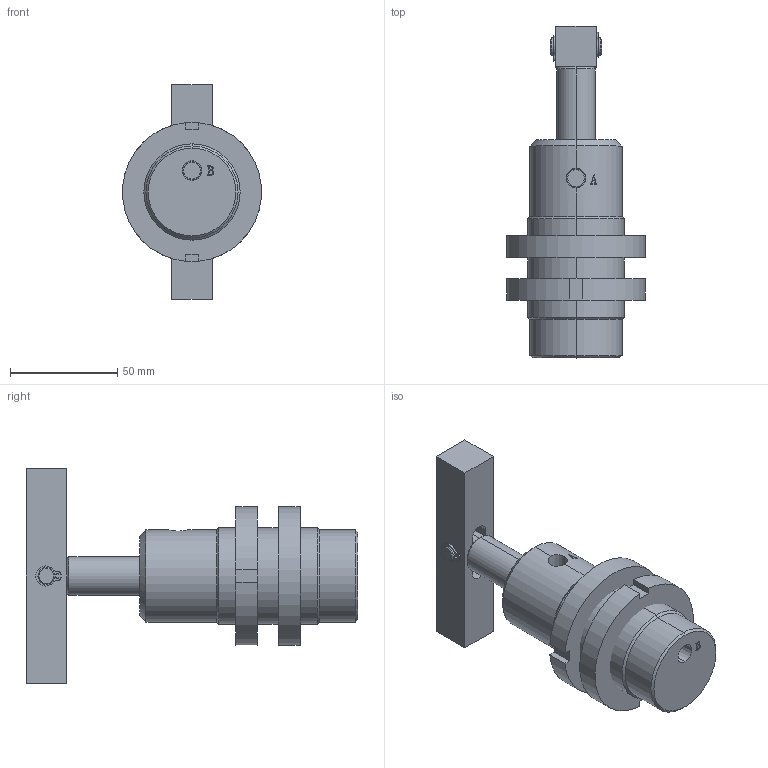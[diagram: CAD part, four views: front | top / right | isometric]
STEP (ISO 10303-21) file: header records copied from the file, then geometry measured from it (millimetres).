
FILE_DESCRIPTION (( 'STEP AP203' ), '1' );
FILE_NAME ('HNDT-25B.STEP', '2019-10-19T07:09:05', ( '微软用户' ), ( '微软中国' ), 'SwSTEP 2.0', 'SolidWorks 2012', '' );
FILE_SCHEMA (( 'CONFIG_CONTROL_DESIGN' ));
Length unit declared in the file: millimetre
Products named in the file (7): HNFT-25A掛极; 25B-D活塞杆; HNDT-25B; circlips for shaft--type a small gb_GB_CONNECTING_PIECE_RING_RRA 8; 25蹟譫; 25邧旋; 25种
Assembly tree (8 placements, depth 2):
  HNDT-25B
    HNFT-25A掛极
    25B-D活塞杆
    25邧旋
    25种
    25蹟譫  x2
    circlips for shaft--type a small gb_GB_CONNECTING_PIECE_RING_RRA 8  x2
Bounding box: 64.76 x 155 x 100 mm (x, y, z)
Volume: 231618.3 mm3; surface area: 46795.4 mm2
Topology: 8 solids, 8 shells, 203 faces, 498 edges, 324 vertices
Faces by surface type: plane 91, cylinder 75, cone 21, bspline 16
Entity records: 6717 total; most frequent: CARTESIAN_POINT 1943, DIRECTION 829, ORIENTED_EDGE 822, EDGE_CURVE 411, AXIS2_PLACEMENT_3D 309, VERTEX_POINT 266, LINE 211, VECTOR 211
